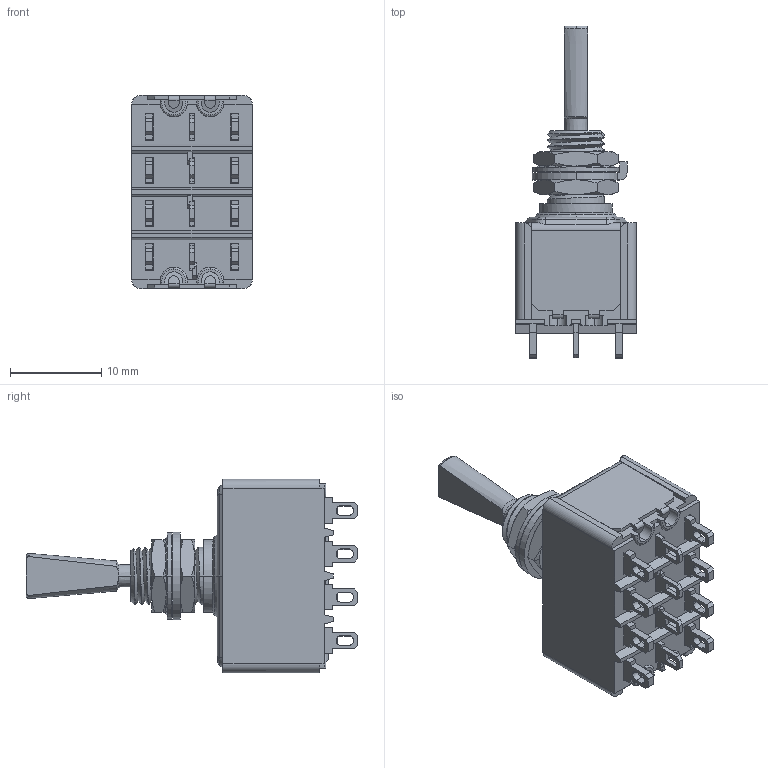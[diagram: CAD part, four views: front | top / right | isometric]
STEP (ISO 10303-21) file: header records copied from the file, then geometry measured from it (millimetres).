
FILE_DESCRIPTION(('STEP AP203'),'1');
FILE_NAME('22233.stp','2020-04-05T14:02:13',('TraceParts'),('TraceParts S.A.'),'Spatial InterOp 3D',' ',' ');
FILE_SCHEMA(('CONFIG_CONTROL_DESIGN'));
Length unit declared in the file: millimetre
Products named in the file (1): 1
Bounding box: 13.2 x 36.38 x 21.2 mm (x, y, z)
Volume: 2127.1 mm3; surface area: 5882.1 mm2
Topology: 31 solids, 31 shells, 1763 faces, 4642 edges, 2934 vertices
Faces by surface type: plane 1093, cylinder 398, cone 114, bspline 68, sphere 62, torus 28
Entity records: 59777 total; most frequent: CARTESIAN_POINT 16730, ORIENTED_EDGE 9280, DIRECTION 8406, EDGE_CURVE 4640, LINE 3192, VECTOR 3192, VERTEX_POINT 2934, AXIS2_PLACEMENT_3D 2607
